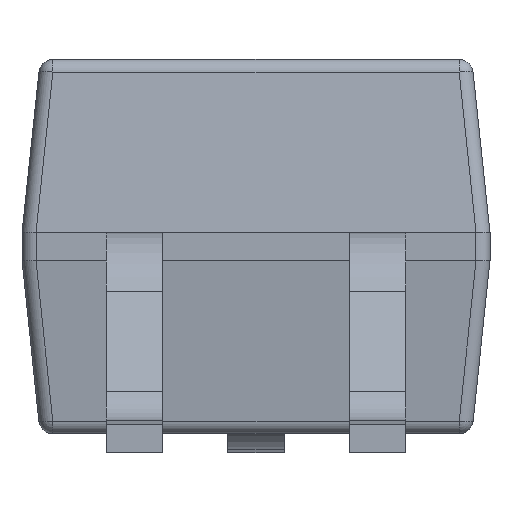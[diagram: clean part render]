
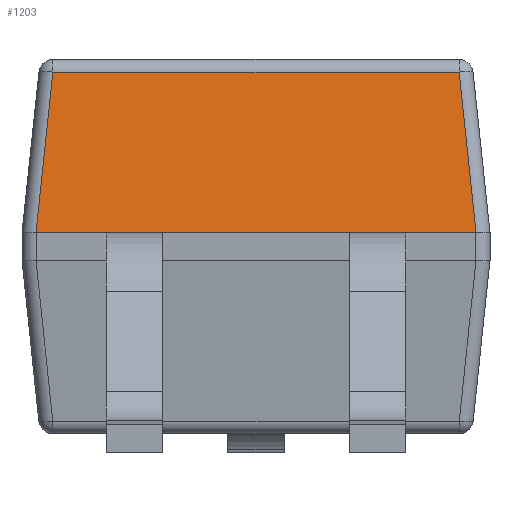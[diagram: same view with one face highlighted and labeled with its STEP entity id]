
A CAD part, front view. The second image highlights one B-rep face of the part: STEP entity #1203.
In plain terms, the highlighted planar face has unit normal (0, -0.995, 0.104).
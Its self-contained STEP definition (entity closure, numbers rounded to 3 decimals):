
#28 = CARTESIAN_POINT ( 'NONE',  ( -1.175, -3.75, 0.075 ) ) ;
#125 = VECTOR ( 'NONE', #3468, 1000. ) ;
#237 = CARTESIAN_POINT ( 'NONE',  ( -1.25, -3.75, 0.075 ) ) ;
#394 = AXIS2_PLACEMENT_3D ( 'NONE', #237, #2000, #4170 ) ;
#403 = CARTESIAN_POINT ( 'NONE',  ( 1.175, -3.75, 0.075 ) ) ;
#411 = CARTESIAN_POINT ( 'NONE',  ( -1.175, -3.75, 0.075 ) ) ;
#683 = VECTOR ( 'NONE', #3455, 1000. ) ;
#728 = LINE ( 'NONE', #2163, #3523 ) ;
#884 = ORIENTED_EDGE ( 'NONE', *, *, #4267, .T. ) ;
#895 = VERTEX_POINT ( 'NONE', #1853 ) ;
#933 = LINE ( 'NONE', #1641, #125 ) ;
#1028 = VECTOR ( 'NONE', #3245, 1000. ) ;
#1090 = DIRECTION ( 'NONE',  ( -0.104, 0.104, 0.989 ) ) ;
#1180 = ORIENTED_EDGE ( 'NONE', *, *, #1989, .T. ) ;
#1182 = EDGE_CURVE ( 'NONE', #3477, #1323, #3073, .T. ) ;
#1203 = ADVANCED_FACE ( 'NONE', ( #4515 ), #3406, .T. ) ;
#1289 = CARTESIAN_POINT ( 'NONE',  ( 1.175, -3.75, 0.075 ) ) ;
#1314 = CARTESIAN_POINT ( 'NONE',  ( -1.25, -3.75, 0.075 ) ) ;
#1323 = VERTEX_POINT ( 'NONE', #1289 ) ;
#1641 = CARTESIAN_POINT ( 'NONE',  ( -1.176, -3.751, 0.067 ) ) ;
#1716 = ORIENTED_EDGE ( 'NONE', *, *, #1182, .T. ) ;
#1776 = EDGE_CURVE ( 'NONE', #4078, #895, #3522, .T. ) ;
#1853 = CARTESIAN_POINT ( 'NONE',  ( -1.085, -3.66, 0.933 ) ) ;
#1989 = EDGE_CURVE ( 'NONE', #895, #2432, #933, .T. ) ;
#2000 = DIRECTION ( 'NONE',  ( 0., -0.995, 0.105 ) ) ;
#2072 = VERTEX_POINT ( 'NONE', #3840 ) ;
#2163 = CARTESIAN_POINT ( 'NONE',  ( 1.149, -3.724, 0.324 ) ) ;
#2230 =( BOUNDED_CURVE ( )  B_SPLINE_CURVE ( 3, ( #2561, #3615, #2583, #403 ),
 .UNSPECIFIED., .F., .F. ) 
 B_SPLINE_CURVE_WITH_KNOTS ( ( 4, 4 ),
 ( 0., 0.005 ),
 .UNSPECIFIED. ) 
 CURVE ( )  GEOMETRIC_REPRESENTATION_ITEM ( )  RATIONAL_B_SPLINE_CURVE ( ( 1., 1., 1., 1. ) ) 
 REPRESENTATION_ITEM ( '' )  );
#2384 = CARTESIAN_POINT ( 'NONE',  ( 1.085, -3.66, 0.933 ) ) ;
#2432 = VERTEX_POINT ( 'NONE', #2820 ) ;
#2561 = CARTESIAN_POINT ( 'NONE',  ( 1.175, -3.75, 0.075 ) ) ;
#2583 = CARTESIAN_POINT ( 'NONE',  ( 1.175, -3.75, 0.075 ) ) ;
#2820 = CARTESIAN_POINT ( 'NONE',  ( -1.175, -3.75, 0.075 ) ) ;
#2828 = CARTESIAN_POINT ( 'NONE',  ( -1.175, -3.75, 0.075 ) ) ;
#2882 = CARTESIAN_POINT ( 'NONE',  ( -1.153, -3.66, 0.933 ) ) ;
#3006 = ORIENTED_EDGE ( 'NONE', *, *, #3795, .T. ) ;
#3073 = LINE ( 'NONE', #1314, #683 ) ;
#3139 = ORIENTED_EDGE ( 'NONE', *, *, #4462, .T. ) ;
#3144 = ORIENTED_EDGE ( 'NONE', *, *, #1776, .T. ) ;
#3194 = CARTESIAN_POINT ( 'NONE',  ( -1.175, -3.75, 0.075 ) ) ;
#3225 = CARTESIAN_POINT ( 'NONE',  ( -1.175, -3.75, 0.075 ) ) ;
#3245 = DIRECTION ( 'NONE',  ( -1., 0., 0. ) ) ;
#3406 = PLANE ( 'NONE',  #394 ) ;
#3455 = DIRECTION ( 'NONE',  ( 1., 0., 0. ) ) ;
#3468 = DIRECTION ( 'NONE',  ( -0.104, -0.104, -0.989 ) ) ;
#3477 = VERTEX_POINT ( 'NONE', #3194 ) ;
#3522 = LINE ( 'NONE', #2882, #1028 ) ;
#3523 = VECTOR ( 'NONE', #1090, 1000. ) ;
#3615 = CARTESIAN_POINT ( 'NONE',  ( 1.175, -3.75, 0.075 ) ) ;
#3631 =( BOUNDED_CURVE ( )  B_SPLINE_CURVE ( 3, ( #2828, #28, #3225, #411 ),
 .UNSPECIFIED., .F., .F. ) 
 B_SPLINE_CURVE_WITH_KNOTS ( ( 4, 4 ),
 ( 6.278, 6.283 ),
 .UNSPECIFIED. ) 
 CURVE ( )  GEOMETRIC_REPRESENTATION_ITEM ( )  RATIONAL_B_SPLINE_CURVE ( ( 1., 1., 1., 1. ) ) 
 REPRESENTATION_ITEM ( '' )  );
#3749 = EDGE_LOOP ( 'NONE', ( #1180, #3139, #1716, #884, #3006, #3144 ) ) ;
#3795 = EDGE_CURVE ( 'NONE', #2072, #4078, #728, .T. ) ;
#3840 = CARTESIAN_POINT ( 'NONE',  ( 1.175, -3.75, 0.075 ) ) ;
#4078 = VERTEX_POINT ( 'NONE', #2384 ) ;
#4170 = DIRECTION ( 'NONE',  ( 0., -0.105, -0.995 ) ) ;
#4267 = EDGE_CURVE ( 'NONE', #1323, #2072, #2230, .T. ) ;
#4462 = EDGE_CURVE ( 'NONE', #2432, #3477, #3631, .T. ) ;
#4515 = FACE_OUTER_BOUND ( 'NONE', #3749, .T. ) ;
